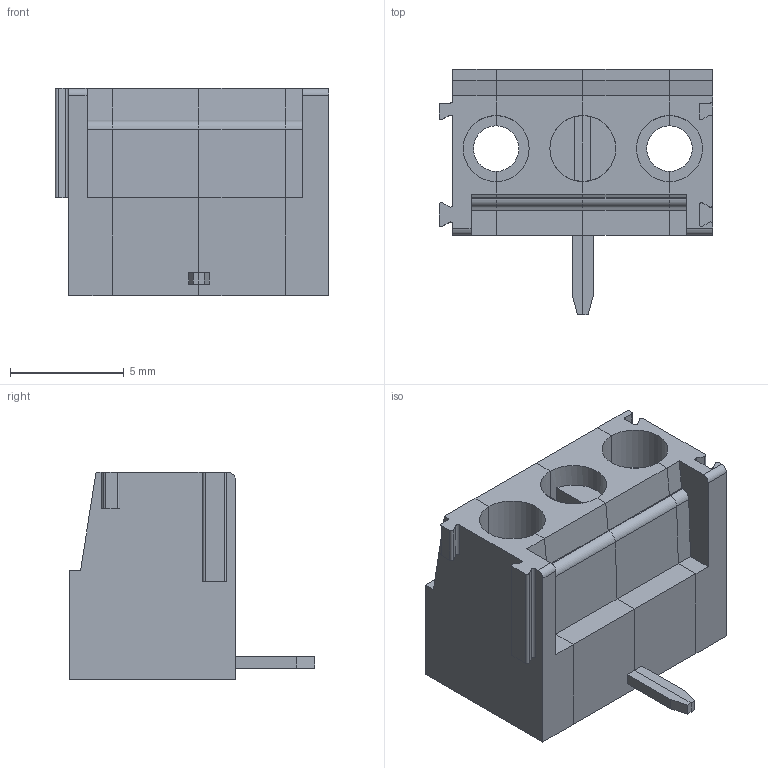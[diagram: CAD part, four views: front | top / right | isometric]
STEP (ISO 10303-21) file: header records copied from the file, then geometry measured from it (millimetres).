
FILE_DESCRIPTION( ( 'Unknown' ), '1' );
FILE_NAME( '691214400101.stp', 'Unknown', ( 'Unknown' ), ( 'Unknown' ), 'PSStep 18.0.17', 'Unknown', ' ' );
FILE_SCHEMA( ( 'AUTOMOTIVE_DESIGN { 1 0 10303 214 1 1 1 1 }' ) );
Length unit declared in the file: millimetre
Products named in the file (5): Assem1; 6912144000xx_DX1; 6912144000xx_CNT3; 6912144000xx_SX2; 6912144000xx_CNT2
Assembly tree (4 placements, depth 2):
  Assem1
    6912144000xx_DX1
    6912144000xx_CNT3
    6912144000xx_SX2
    6912144000xx_CNT2
Bounding box: 12.03 x 10.8 x 9.1 mm (x, y, z)
Volume: 425.8 mm3; surface area: 967.3 mm2
Topology: 4 solids, 4 shells, 216 faces, 612 edges, 404 vertices
Faces by surface type: plane 184, cylinder 32
Entity records: 8722 total; most frequent: CARTESIAN_POINT 1237, ORIENTED_EDGE 1224, DIRECTION 1122, EDGE_CURVE 612, LINE 544, VECTOR 544, VERTEX_POINT 404, AXIS2_PLACEMENT_3D 289
